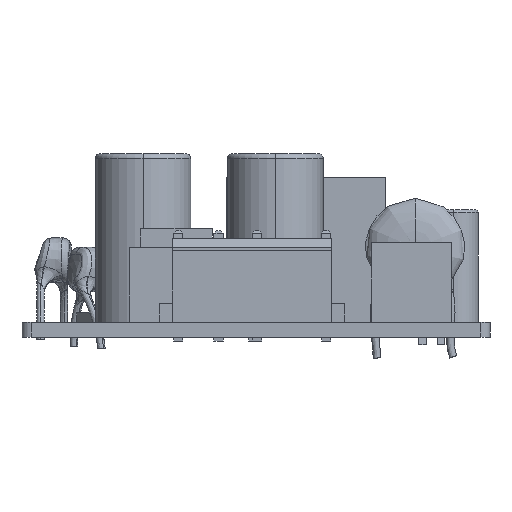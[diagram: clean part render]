
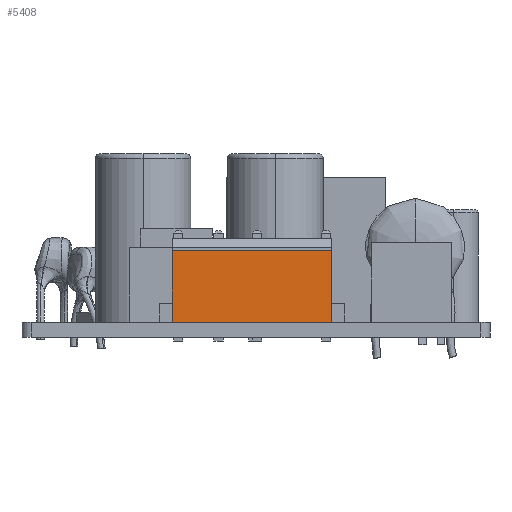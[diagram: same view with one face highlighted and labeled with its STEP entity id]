
A CAD part, left-side view. The second image highlights one B-rep face of the part: STEP entity #5408.
In plain terms, the highlighted face is planar.
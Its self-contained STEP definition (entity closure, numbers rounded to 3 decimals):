
#3983=DIRECTION('',(1.,0.,0.));
#3984=VECTOR('',#3983,17.);
#3985=CARTESIAN_POINT('',(-10.3,0.,-3.41));
#3986=LINE('',#3985,#3984);
#4383=DIRECTION('',(0.,-1.,0.));
#4384=VECTOR('',#4383,7.66);
#4385=CARTESIAN_POINT('',(6.7,7.66,-3.41));
#4386=LINE('',#4385,#4384);
#4387=DIRECTION('',(1.,0.,0.));
#4388=VECTOR('',#4387,17.);
#4389=CARTESIAN_POINT('',(-10.3,7.66,-3.41));
#4390=LINE('',#4389,#4388);
#4391=DIRECTION('',(0.,-1.,0.));
#4392=VECTOR('',#4391,7.66);
#4393=CARTESIAN_POINT('',(-10.3,7.66,-3.41));
#4394=LINE('',#4393,#4392);
#4591=CARTESIAN_POINT('',(6.7,0.,-3.41));
#4593=VERTEX_POINT('',#4591);
#4601=CARTESIAN_POINT('',(-10.3,0.,-3.41));
#4602=VERTEX_POINT('',#4601);
#4627=CARTESIAN_POINT('',(6.7,7.66,-3.41));
#4628=VERTEX_POINT('',#4627);
#4629=CARTESIAN_POINT('',(-10.3,7.66,-3.41));
#4630=VERTEX_POINT('',#4629);
#5396=CARTESIAN_POINT('',(-14.412,7.66,-3.41));
#5397=DIRECTION('',(0.,0.,1.));
#5398=DIRECTION('',(0.,-1.,0.));
#5399=AXIS2_PLACEMENT_3D('',#5396,#5397,#5398);
#5400=PLANE('',#5399);
#5401=ORIENTED_EDGE('',*,*,#5355,.F.);
#5403=ORIENTED_EDGE('',*,*,#5402,.F.);
#5404=ORIENTED_EDGE('',*,*,#5380,.T.);
#5405=ORIENTED_EDGE('',*,*,#4638,.T.);
#5406=EDGE_LOOP('',(#5401,#5403,#5404,#5405));
#5407=FACE_OUTER_BOUND('',#5406,.F.);
#4638=EDGE_CURVE('',#4602,#4593,#3986,.T.);
#5355=EDGE_CURVE('',#4628,#4593,#4386,.T.);
#5380=EDGE_CURVE('',#4630,#4602,#4394,.T.);
#5402=EDGE_CURVE('',#4630,#4628,#4390,.T.);
#5408=ADVANCED_FACE('',(#5407),#5400,.F.);
